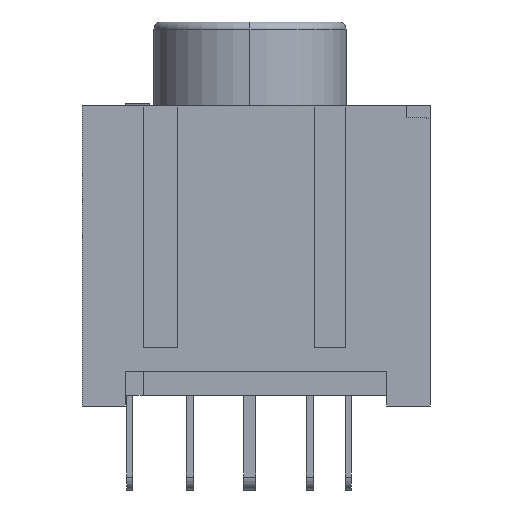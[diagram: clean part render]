
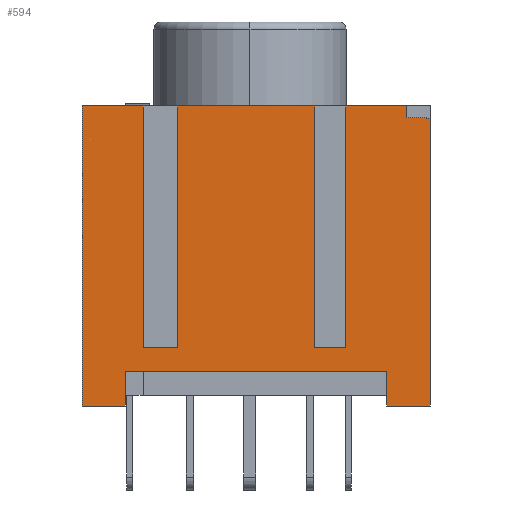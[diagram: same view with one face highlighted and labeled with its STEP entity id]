
A CAD part, left-side view. The second image highlights one B-rep face of the part: STEP entity #594.
In plain terms, the highlighted planar face has unit normal (-1, 0, 0).
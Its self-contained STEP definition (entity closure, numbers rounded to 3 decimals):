
#291 = EDGE_CURVE ( 'NONE', #298, #296, #2667, .T. ) ;
#296 = VERTEX_POINT ( 'NONE', #2655 ) ;
#298 = VERTEX_POINT ( 'NONE', #2654 ) ;
#335 = VERTEX_POINT ( 'NONE', #2697 ) ;
#395 = VERTEX_POINT ( 'NONE', #2919 ) ;
#401 = EDGE_CURVE ( 'NONE', #335, #395, #2914, .T. ) ;
#594 = ADVANCED_FACE ( 'NONE', ( #3368 ), #3353, .F. ) ;
#597 = EDGE_LOOP ( 'NONE', ( #598, #606, #610, #613, #615, #621, #625, #626, #631, #644, #646, #647, #636, #640, #719, #721, #723, #709 ) ) ;
#598 = ORIENTED_EDGE ( 'NONE', *, *, #601, .T. ) ;
#599 = VERTEX_POINT ( 'NONE', #3348 ) ;
#601 = EDGE_CURVE ( 'NONE', #599, #603, #3405, .T. ) ;
#603 = VERTEX_POINT ( 'NONE', #3401 ) ;
#606 = ORIENTED_EDGE ( 'NONE', *, *, #608, .F. ) ;
#608 = EDGE_CURVE ( 'NONE', #609, #603, #3400, .T. ) ;
#609 = VERTEX_POINT ( 'NONE', #3396 ) ;
#610 = ORIENTED_EDGE ( 'NONE', *, *, #611, .T. ) ;
#611 = EDGE_CURVE ( 'NONE', #609, #395, #3395, .T. ) ;
#613 = ORIENTED_EDGE ( 'NONE', *, *, #401, .F. ) ;
#615 = ORIENTED_EDGE ( 'NONE', *, *, #617, .F. ) ;
#617 = EDGE_CURVE ( 'NONE', #619, #335, #3391, .T. ) ;
#619 = VERTEX_POINT ( 'NONE', #3387 ) ;
#621 = ORIENTED_EDGE ( 'NONE', *, *, #623, .T. ) ;
#623 = EDGE_CURVE ( 'NONE', #619, #1808, #3386, .T. ) ;
#625 = ORIENTED_EDGE ( 'NONE', *, *, #681, .F. ) ;
#626 = ORIENTED_EDGE ( 'NONE', *, *, #627, .T. ) ;
#627 = EDGE_CURVE ( 'NONE', #697, #629, #3382, .T. ) ;
#629 = VERTEX_POINT ( 'NONE', #3378 ) ;
#631 = ORIENTED_EDGE ( 'NONE', *, *, #642, .F. ) ;
#633 = VERTEX_POINT ( 'NONE', #3377 ) ;
#635 = VERTEX_POINT ( 'NONE', #3376 ) ;
#636 = ORIENTED_EDGE ( 'NONE', *, *, #637, .F. ) ;
#637 = EDGE_CURVE ( 'NONE', #638, #635, #3375, .T. ) ;
#638 = VERTEX_POINT ( 'NONE', #3436 ) ;
#640 = ORIENTED_EDGE ( 'NONE', *, *, #641, .F. ) ;
#641 = EDGE_CURVE ( 'NONE', #1776, #638, #3435, .T. ) ;
#642 = EDGE_CURVE ( 'NONE', #633, #629, #3431, .T. ) ;
#644 = ORIENTED_EDGE ( 'NONE', *, *, #645, .F. ) ;
#645 = EDGE_CURVE ( 'NONE', #702, #633, #3427, .T. ) ;
#646 = ORIENTED_EDGE ( 'NONE', *, *, #707, .F. ) ;
#647 = ORIENTED_EDGE ( 'NONE', *, *, #648, .T. ) ;
#648 = EDGE_CURVE ( 'NONE', #1896, #635, #3423, .T. ) ;
#681 = EDGE_CURVE ( 'NONE', #697, #1808, #3490, .T. ) ;
#697 = VERTEX_POINT ( 'NONE', #3476 ) ;
#702 = VERTEX_POINT ( 'NONE', #3510 ) ;
#707 = EDGE_CURVE ( 'NONE', #1896, #702, #3505, .T. ) ;
#709 = ORIENTED_EDGE ( 'NONE', *, *, #710, .F. ) ;
#710 = EDGE_CURVE ( 'NONE', #599, #728, #3549, .T. ) ;
#719 = ORIENTED_EDGE ( 'NONE', *, *, #1865, .F. ) ;
#721 = ORIENTED_EDGE ( 'NONE', *, *, #291, .T. ) ;
#723 = ORIENTED_EDGE ( 'NONE', *, *, #726, .T. ) ;
#726 = EDGE_CURVE ( 'NONE', #296, #728, #3575, .T. ) ;
#728 = VERTEX_POINT ( 'NONE', #3571 ) ;
#1151 = CARTESIAN_POINT ( 'NONE',  ( -5., 4.45, 12.05 ) ) ;
#1200 = CARTESIAN_POINT ( 'NONE',  ( -5., -6.5, 12.05 ) ) ;
#1271 = CARTESIAN_POINT ( 'NONE',  ( -5., 3., 12.05 ) ) ;
#1272 = DIRECTION ( 'NONE',  ( 0., -1., 0. ) ) ;
#1273 = VECTOR ( 'NONE', #1272, 1000. ) ;
#1274 = CARTESIAN_POINT ( 'NONE',  ( -5., -14.092, 12.05 ) ) ;
#1275 = LINE ( 'NONE', #1274, #1273 ) ;
#1776 = VERTEX_POINT ( 'NONE', #1151 ) ;
#1808 = VERTEX_POINT ( 'NONE', #1200 ) ;
#1865 = EDGE_CURVE ( 'NONE', #298, #1776, #1275, .T. ) ;
#1896 = VERTEX_POINT ( 'NONE', #1271 ) ;
#2654 = CARTESIAN_POINT ( 'NONE',  ( -5., 7., 12.05 ) ) ;
#2655 = CARTESIAN_POINT ( 'NONE',  ( -5., 7., -0.45 ) ) ;
#2664 = DIRECTION ( 'NONE',  ( 0., 0., -1. ) ) ;
#2665 = VECTOR ( 'NONE', #2664, 1000. ) ;
#2666 = CARTESIAN_POINT ( 'NONE',  ( -5., 7., 1. ) ) ;
#2667 = LINE ( 'NONE', #2666, #2665 ) ;
#2697 = CARTESIAN_POINT ( 'NONE',  ( -5., -7.5, 11.55 ) ) ;
#2911 = DIRECTION ( 'NONE',  ( 0., 0., -1. ) ) ;
#2912 = VECTOR ( 'NONE', #2911, 1000. ) ;
#2913 = CARTESIAN_POINT ( 'NONE',  ( -5., -7.5, 1. ) ) ;
#2914 = LINE ( 'NONE', #2913, #2912 ) ;
#2919 = CARTESIAN_POINT ( 'NONE',  ( -5., -7.5, -0.45 ) ) ;
#3348 = CARTESIAN_POINT ( 'NONE',  ( -5., 5.2, 1. ) ) ;
#3349 = DIRECTION ( 'NONE',  ( 0., 1., 0. ) ) ;
#3350 = DIRECTION ( 'NONE',  ( 1., 0., 0. ) ) ;
#3351 = CARTESIAN_POINT ( 'NONE',  ( -5., -14.092, 1. ) ) ;
#3352 = AXIS2_PLACEMENT_3D ( 'NONE', #3351, #3350, #3349 ) ;
#3353 = PLANE ( 'NONE',  #3352 ) ;
#3368 = FACE_OUTER_BOUND ( 'NONE', #597, .T. ) ;
#3374 = CARTESIAN_POINT ( 'NONE',  ( -5., -14.092, 2. ) ) ;
#3375 = LINE ( 'NONE', #3374, #3438 ) ;
#3376 = CARTESIAN_POINT ( 'NONE',  ( -5., 3., 2. ) ) ;
#3377 = CARTESIAN_POINT ( 'NONE',  ( -5., -2.7, 2. ) ) ;
#3378 = CARTESIAN_POINT ( 'NONE',  ( -5., -4., 2. ) ) ;
#3379 = DIRECTION ( 'NONE',  ( 0., 0., -1. ) ) ;
#3380 = VECTOR ( 'NONE', #3379, 1000. ) ;
#3381 = CARTESIAN_POINT ( 'NONE',  ( -5., -4., 6.05 ) ) ;
#3382 = LINE ( 'NONE', #3381, #3380 ) ;
#3383 = DIRECTION ( 'NONE',  ( 0., 0., 1. ) ) ;
#3384 = VECTOR ( 'NONE', #3383, 1000. ) ;
#3385 = CARTESIAN_POINT ( 'NONE',  ( -5., -6.5, 11.55 ) ) ;
#3386 = LINE ( 'NONE', #3385, #3384 ) ;
#3387 = CARTESIAN_POINT ( 'NONE',  ( -5., -6.5, 11.55 ) ) ;
#3388 = DIRECTION ( 'NONE',  ( 0., -1., 0. ) ) ;
#3389 = VECTOR ( 'NONE', #3388, 1000. ) ;
#3390 = CARTESIAN_POINT ( 'NONE',  ( -5., -14.092, 11.55 ) ) ;
#3391 = LINE ( 'NONE', #3390, #3389 ) ;
#3392 = DIRECTION ( 'NONE',  ( 0., -1., 0. ) ) ;
#3393 = VECTOR ( 'NONE', #3392, 1000. ) ;
#3394 = CARTESIAN_POINT ( 'NONE',  ( -5., -14.092, -0.45 ) ) ;
#3395 = LINE ( 'NONE', #3394, #3393 ) ;
#3396 = CARTESIAN_POINT ( 'NONE',  ( -5., -5.7, -0.45 ) ) ;
#3397 = DIRECTION ( 'NONE',  ( 0., 0., 1. ) ) ;
#3398 = VECTOR ( 'NONE', #3397, 1000. ) ;
#3399 = CARTESIAN_POINT ( 'NONE',  ( -5., -5.7, -0.45 ) ) ;
#3400 = LINE ( 'NONE', #3399, #3398 ) ;
#3401 = CARTESIAN_POINT ( 'NONE',  ( -5., -5.7, 1. ) ) ;
#3402 = DIRECTION ( 'NONE',  ( 0., -1., 0. ) ) ;
#3403 = VECTOR ( 'NONE', #3402, 1000. ) ;
#3404 = CARTESIAN_POINT ( 'NONE',  ( -5., -14.092, 1. ) ) ;
#3405 = LINE ( 'NONE', #3404, #3403 ) ;
#3420 = DIRECTION ( 'NONE',  ( 0., 0., -1. ) ) ;
#3421 = VECTOR ( 'NONE', #3420, 1000. ) ;
#3422 = CARTESIAN_POINT ( 'NONE',  ( -5., 3., 6.05 ) ) ;
#3423 = LINE ( 'NONE', #3422, #3421 ) ;
#3424 = DIRECTION ( 'NONE',  ( 0., 0., -1. ) ) ;
#3425 = VECTOR ( 'NONE', #3424, 1000. ) ;
#3426 = CARTESIAN_POINT ( 'NONE',  ( -5., -2.7, 6.05 ) ) ;
#3427 = LINE ( 'NONE', #3426, #3425 ) ;
#3428 = DIRECTION ( 'NONE',  ( 0., -1., 0. ) ) ;
#3429 = VECTOR ( 'NONE', #3428, 1000. ) ;
#3430 = CARTESIAN_POINT ( 'NONE',  ( -5., -14.092, 2. ) ) ;
#3431 = LINE ( 'NONE', #3430, #3429 ) ;
#3432 = DIRECTION ( 'NONE',  ( 0., 0., -1. ) ) ;
#3433 = VECTOR ( 'NONE', #3432, 1000. ) ;
#3434 = CARTESIAN_POINT ( 'NONE',  ( -5., 4.45, 6.05 ) ) ;
#3435 = LINE ( 'NONE', #3434, #3433 ) ;
#3436 = CARTESIAN_POINT ( 'NONE',  ( -5., 4.45, 2. ) ) ;
#3437 = DIRECTION ( 'NONE',  ( 0., -1., 0. ) ) ;
#3438 = VECTOR ( 'NONE', #3437, 1000. ) ;
#3476 = CARTESIAN_POINT ( 'NONE',  ( -5., -4., 12.05 ) ) ;
#3487 = DIRECTION ( 'NONE',  ( 0., -1., 0. ) ) ;
#3488 = VECTOR ( 'NONE', #3487, 1000. ) ;
#3489 = CARTESIAN_POINT ( 'NONE',  ( -5., -14.092, 12.05 ) ) ;
#3490 = LINE ( 'NONE', #3489, #3488 ) ;
#3502 = DIRECTION ( 'NONE',  ( 0., -1., 0. ) ) ;
#3503 = VECTOR ( 'NONE', #3502, 1000. ) ;
#3504 = CARTESIAN_POINT ( 'NONE',  ( -5., -14.092, 12.05 ) ) ;
#3505 = LINE ( 'NONE', #3504, #3503 ) ;
#3510 = CARTESIAN_POINT ( 'NONE',  ( -5., -2.7, 12.05 ) ) ;
#3546 = DIRECTION ( 'NONE',  ( 0., 0., -1. ) ) ;
#3547 = VECTOR ( 'NONE', #3546, 1000. ) ;
#3548 = CARTESIAN_POINT ( 'NONE',  ( -5., 5.2, 1. ) ) ;
#3549 = LINE ( 'NONE', #3548, #3547 ) ;
#3571 = CARTESIAN_POINT ( 'NONE',  ( -5., 5.2, -0.45 ) ) ;
#3572 = DIRECTION ( 'NONE',  ( 0., -1., 0. ) ) ;
#3573 = VECTOR ( 'NONE', #3572, 1000. ) ;
#3574 = CARTESIAN_POINT ( 'NONE',  ( -5., -14.092, -0.45 ) ) ;
#3575 = LINE ( 'NONE', #3574, #3573 ) ;
